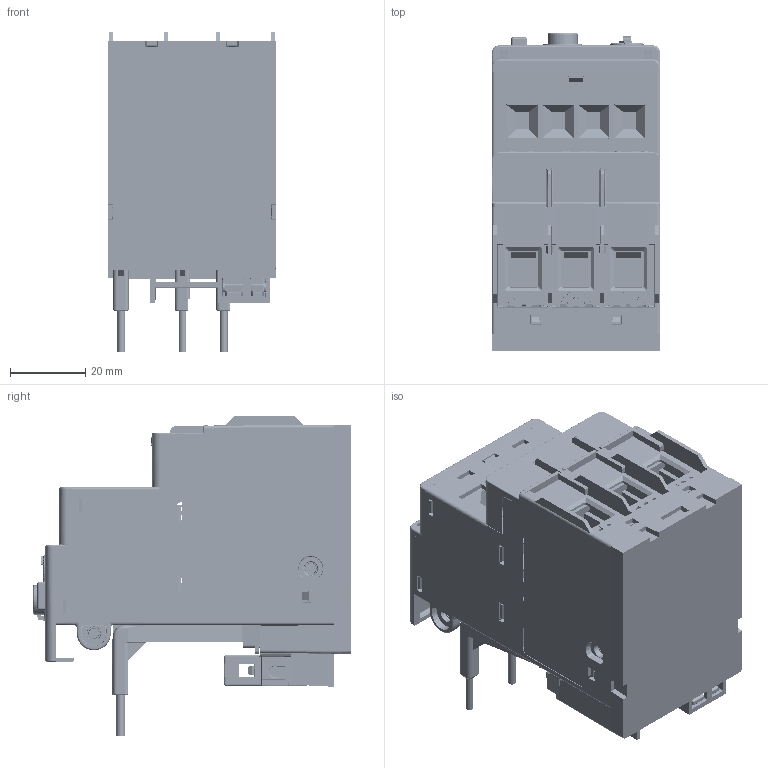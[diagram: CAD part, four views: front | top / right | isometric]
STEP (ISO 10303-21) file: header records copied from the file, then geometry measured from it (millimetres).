
FILE_DESCRIPTION((''),'2;1');
FILE_NAME('40751-510-01_SW0001','2010-02-23T',('gllehman'),('Rockwell Automation'),'PRO/ENGINEER BY PARAMETRIC TECHNOLOGY CORPORATION, 2005110','PRO/ENGINEER BY PARAMETRIC TECHNOLOGY CORPORATION, 2005110','');
FILE_SCHEMA(('CONFIG_CONTROL_DESIGN'));
Products named in the file (1): 40751-510-01_SW0001
Bounding box: 44.8 x 84.66 x 85.35 mm (x, y, z)
Surface area: 112623 mm2 (no closed solid volume)
Topology: 0 solids, 367 shells, 6219 faces, 24579 edges, 18174 vertices
Faces by surface type: plane 4159, cylinder 1581, cone 138, bspline 137, torus 116, sphere 88
Entity records: 267944 total; most frequent: CARTESIAN_POINT 70426, ORIENTED_EDGE 37983, DIRECTION 37606, EDGE_CURVE 24570, VECTOR 19550, LINE 19550, VERTEX_POINT 18173, AXIS2_PLACEMENT_3D 9028
